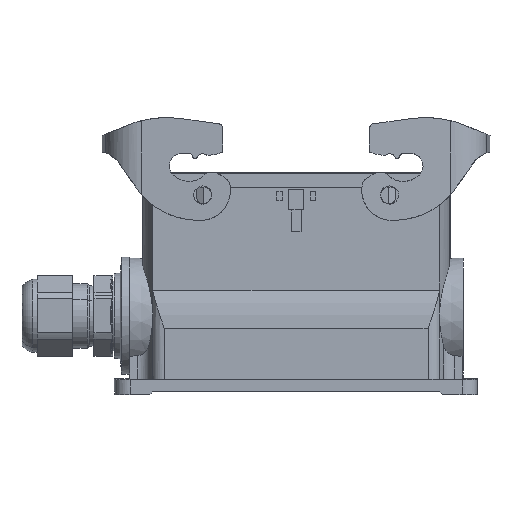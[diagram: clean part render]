
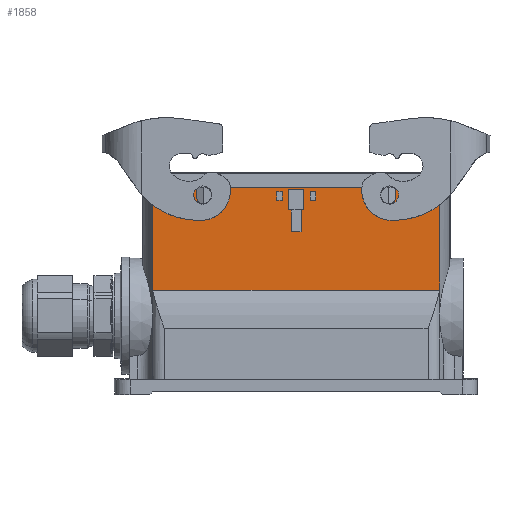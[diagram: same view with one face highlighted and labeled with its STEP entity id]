
A CAD part, front view. The second image highlights one B-rep face of the part: STEP entity #1858.
In plain terms, the highlighted planar face has unit normal (0, -1, 0).
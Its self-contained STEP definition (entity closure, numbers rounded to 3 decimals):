
#959=FACE_BOUND('',#3648,.T.);
#960=FACE_BOUND('',#3649,.T.);
#961=FACE_BOUND('',#3650,.T.);
#962=FACE_BOUND('',#3651,.T.);
#1274=PLANE('',#17461);
#1858=ADVANCED_FACE('',(#959,#960,#961,#962),#1274,.T.);
#3648=EDGE_LOOP('',(#6350,#6351,#6352,#6353,#6354,#6355,#6356,#6357,#6358,
#6359,#6360,#6361,#6362,#6363));
#3649=EDGE_LOOP('',(#6364,#6365,#6366,#6367));
#3650=EDGE_LOOP('',(#6368,#6369,#6370,#6371,#6372,#6373,#6374,#6375));
#3651=EDGE_LOOP('',(#6376,#6377,#6378,#6379));
#6350=ORIENTED_EDGE('',*,*,#11636,.F.);
#6351=ORIENTED_EDGE('',*,*,#11587,.F.);
#6352=ORIENTED_EDGE('',*,*,#11637,.T.);
#6353=ORIENTED_EDGE('',*,*,#11638,.T.);
#6354=ORIENTED_EDGE('',*,*,#11639,.F.);
#6355=ORIENTED_EDGE('',*,*,#11640,.T.);
#6356=ORIENTED_EDGE('',*,*,#11641,.T.);
#6357=ORIENTED_EDGE('',*,*,#11577,.F.);
#6358=ORIENTED_EDGE('',*,*,#11642,.F.);
#6359=ORIENTED_EDGE('',*,*,#11643,.F.);
#6360=ORIENTED_EDGE('',*,*,#11576,.F.);
#6361=ORIENTED_EDGE('',*,*,#11644,.T.);
#6362=ORIENTED_EDGE('',*,*,#11589,.F.);
#6363=ORIENTED_EDGE('',*,*,#11645,.F.);
#6364=ORIENTED_EDGE('',*,*,#11646,.F.);
#6365=ORIENTED_EDGE('',*,*,#11647,.F.);
#6366=ORIENTED_EDGE('',*,*,#11648,.F.);
#6367=ORIENTED_EDGE('',*,*,#11649,.F.);
#6368=ORIENTED_EDGE('',*,*,#11650,.T.);
#6369=ORIENTED_EDGE('',*,*,#11651,.T.);
#6370=ORIENTED_EDGE('',*,*,#11652,.T.);
#6371=ORIENTED_EDGE('',*,*,#11653,.T.);
#6372=ORIENTED_EDGE('',*,*,#11654,.T.);
#6373=ORIENTED_EDGE('',*,*,#11655,.T.);
#6374=ORIENTED_EDGE('',*,*,#11656,.T.);
#6375=ORIENTED_EDGE('',*,*,#11657,.T.);
#6376=ORIENTED_EDGE('',*,*,#11658,.F.);
#6377=ORIENTED_EDGE('',*,*,#11659,.F.);
#6378=ORIENTED_EDGE('',*,*,#11660,.F.);
#6379=ORIENTED_EDGE('',*,*,#11661,.F.);
#9782=VERTEX_POINT('',#25139);
#9785=VERTEX_POINT('',#25151);
#9786=VERTEX_POINT('',#25155);
#9787=VERTEX_POINT('',#25156);
#9794=VERTEX_POINT('',#25189);
#9795=VERTEX_POINT('',#25191);
#9796=VERTEX_POINT('',#25198);
#9797=VERTEX_POINT('',#25199);
#9833=VERTEX_POINT('',#25327);
#9834=VERTEX_POINT('',#25329);
#9835=VERTEX_POINT('',#25331);
#9836=VERTEX_POINT('',#25333);
#9837=VERTEX_POINT('',#25335);
#9838=VERTEX_POINT('',#25338);
#9839=VERTEX_POINT('',#25343);
#9840=VERTEX_POINT('',#25344);
#9841=VERTEX_POINT('',#25346);
#9842=VERTEX_POINT('',#25348);
#9843=VERTEX_POINT('',#25351);
#9844=VERTEX_POINT('',#25352);
#9845=VERTEX_POINT('',#25354);
#9846=VERTEX_POINT('',#25356);
#9847=VERTEX_POINT('',#25358);
#9848=VERTEX_POINT('',#25360);
#9849=VERTEX_POINT('',#25362);
#9850=VERTEX_POINT('',#25364);
#9851=VERTEX_POINT('',#25367);
#9852=VERTEX_POINT('',#25368);
#9853=VERTEX_POINT('',#25370);
#9854=VERTEX_POINT('',#25372);
#11576=EDGE_CURVE('',#9785,#9782,#13327,.T.);
#11577=EDGE_CURVE('',#9786,#9787,#13328,.T.);
#11587=EDGE_CURVE('',#9794,#9795,#13329,.T.);
#11589=EDGE_CURVE('',#9796,#9797,#13330,.T.);
#11636=EDGE_CURVE('',#9795,#9833,#14597,.T.);
#11637=EDGE_CURVE('',#9794,#9834,#14598,.T.);
#11638=EDGE_CURVE('',#9834,#9835,#14599,.T.);
#11639=EDGE_CURVE('',#9836,#9835,#14600,.T.);
#11640=EDGE_CURVE('',#9836,#9837,#14601,.T.);
#11641=EDGE_CURVE('',#9837,#9787,#14602,.T.);
#11642=EDGE_CURVE('',#9838,#9786,#14603,.T.);
#11643=EDGE_CURVE('',#9782,#9838,#13334,.T.);
#11644=EDGE_CURVE('',#9785,#9797,#14604,.T.);
#11645=EDGE_CURVE('',#9833,#9796,#13335,.T.);
#11646=EDGE_CURVE('',#9839,#9840,#14605,.T.);
#11647=EDGE_CURVE('',#9841,#9839,#14606,.T.);
#11648=EDGE_CURVE('',#9842,#9841,#14607,.T.);
#11649=EDGE_CURVE('',#9840,#9842,#14608,.T.);
#11650=EDGE_CURVE('',#9843,#9844,#14609,.T.);
#11651=EDGE_CURVE('',#9844,#9845,#14610,.T.);
#11652=EDGE_CURVE('',#9845,#9846,#14611,.T.);
#11653=EDGE_CURVE('',#9846,#9847,#14612,.T.);
#11654=EDGE_CURVE('',#9847,#9848,#14613,.T.);
#11655=EDGE_CURVE('',#9848,#9849,#14614,.T.);
#11656=EDGE_CURVE('',#9849,#9850,#14615,.T.);
#11657=EDGE_CURVE('',#9850,#9843,#14616,.T.);
#11658=EDGE_CURVE('',#9851,#9852,#14617,.T.);
#11659=EDGE_CURVE('',#9853,#9851,#14618,.T.);
#11660=EDGE_CURVE('',#9854,#9853,#14619,.T.);
#11661=EDGE_CURVE('',#9852,#9854,#14620,.T.);
#13327=CIRCLE('',#17428,3.5);
#13328=CIRCLE('',#17430,3.5);
#13329=CIRCLE('',#17436,3.5);
#13330=CIRCLE('',#17438,3.5);
#13334=CIRCLE('',#17459,2.4);
#13335=CIRCLE('',#17460,2.4);
#14597=LINE('',#25326,#15905);
#14598=LINE('',#25328,#15906);
#14599=LINE('',#25330,#15907);
#14600=LINE('',#25332,#15908);
#14601=LINE('',#25334,#15909);
#14602=LINE('',#25336,#15910);
#14603=LINE('',#25337,#15911);
#14604=LINE('',#25340,#15912);
#14605=LINE('',#25342,#15913);
#14606=LINE('',#25345,#15914);
#14607=LINE('',#25347,#15915);
#14608=LINE('',#25349,#15916);
#14609=LINE('',#25350,#15917);
#14610=LINE('',#25353,#15918);
#14611=LINE('',#25355,#15919);
#14612=LINE('',#25357,#15920);
#14613=LINE('',#25359,#15921);
#14614=LINE('',#25361,#15922);
#14615=LINE('',#25363,#15923);
#14616=LINE('',#25365,#15924);
#14617=LINE('',#25366,#15925);
#14618=LINE('',#25369,#15926);
#14619=LINE('',#25371,#15927);
#14620=LINE('',#25373,#15928);
#15905=VECTOR('',#20285,1.);
#15906=VECTOR('',#20286,1.);
#15907=VECTOR('',#20287,1.);
#15908=VECTOR('',#20288,1.);
#15909=VECTOR('',#20289,1.);
#15910=VECTOR('',#20290,1.);
#15911=VECTOR('',#20291,1.);
#15912=VECTOR('',#20294,1.);
#15913=VECTOR('',#20297,1.);
#15914=VECTOR('',#20298,1.);
#15915=VECTOR('',#20299,1.);
#15916=VECTOR('',#20300,1.);
#15917=VECTOR('',#20301,1.);
#15918=VECTOR('',#20302,1.);
#15919=VECTOR('',#20303,1.);
#15920=VECTOR('',#20304,1.);
#15921=VECTOR('',#20305,1.);
#15922=VECTOR('',#20306,1.);
#15923=VECTOR('',#20307,1.);
#15924=VECTOR('',#20308,1.);
#15925=VECTOR('',#20309,1.);
#15926=VECTOR('',#20310,1.);
#15927=VECTOR('',#20311,1.);
#15928=VECTOR('',#20312,1.);
#17428=AXIS2_PLACEMENT_3D('',#25152,#20192,#20193);
#17430=AXIS2_PLACEMENT_3D('',#25154,#20196,#20197);
#17436=AXIS2_PLACEMENT_3D('',#25190,#20211,#20212);
#17438=AXIS2_PLACEMENT_3D('',#25197,#20215,#20216);
#17459=AXIS2_PLACEMENT_3D('',#25339,#20292,#20293);
#17460=AXIS2_PLACEMENT_3D('',#25341,#20295,#20296);
#17461=AXIS2_PLACEMENT_3D('',#25374,#20313,#20314);
#20192=DIRECTION('',(0.,-1.,0.));
#20193=DIRECTION('',(1.,0.,0.));
#20196=DIRECTION('',(0.,-1.,0.));
#20197=DIRECTION('',(1.,0.,0.));
#20211=DIRECTION('',(0.,-1.,0.));
#20212=DIRECTION('',(1.,0.,0.));
#20215=DIRECTION('',(0.,-1.,0.));
#20216=DIRECTION('',(1.,0.,0.));
#20285=DIRECTION('',(0.,0.,-1.));
#20286=DIRECTION('',(-1.,0.,0.));
#20287=DIRECTION('',(0.,0.,-1.));
#20288=DIRECTION('',(-1.,0.,0.));
#20289=DIRECTION('',(0.,0.,1.));
#20290=DIRECTION('',(-1.,0.,0.));
#20291=DIRECTION('',(0.,0.,1.));
#20292=DIRECTION('',(0.,-1.,0.));
#20293=DIRECTION('',(1.,0.,0.));
#20294=DIRECTION('',(-1.,0.,0.));
#20295=DIRECTION('',(0.,-1.,0.));
#20296=DIRECTION('',(1.,0.,0.));
#20297=DIRECTION('',(0.,0.,1.));
#20298=DIRECTION('',(1.,0.,0.));
#20299=DIRECTION('',(0.,0.,-1.));
#20300=DIRECTION('',(-1.,0.,0.));
#20301=DIRECTION('',(0.017,0.,-1.));
#20302=DIRECTION('',(-1.,0.,0.));
#20303=DIRECTION('',(0.,0.,-1.));
#20304=DIRECTION('',(-1.,0.,0.));
#20305=DIRECTION('',(0.,0.,1.));
#20306=DIRECTION('',(-1.,0.,0.));
#20307=DIRECTION('',(0.017,0.,1.));
#20308=DIRECTION('',(1.,0.,0.));
#20309=DIRECTION('',(1.,0.,0.));
#20310=DIRECTION('',(0.,0.,-1.));
#20311=DIRECTION('',(-1.,0.,0.));
#20312=DIRECTION('',(0.,0.,1.));
#20313=DIRECTION('',(0.,-1.,0.));
#20314=DIRECTION('',(-1.,0.,0.));
#25139=CARTESIAN_POINT('',(37.,-22.5,-0.85));
#25151=CARTESIAN_POINT('',(35.283,-22.5,5.7));
#25152=CARTESIAN_POINT('',(37.,-22.5,2.65));
#25154=CARTESIAN_POINT('',(37.,-22.5,2.65));
#25155=CARTESIAN_POINT('',(39.4,-22.5,5.198));
#25156=CARTESIAN_POINT('',(38.717,-22.5,5.7));
#25189=CARTESIAN_POINT('',(-38.717,-22.5,5.7));
#25190=CARTESIAN_POINT('',(-37.,-22.5,2.65));
#25191=CARTESIAN_POINT('',(-39.4,-22.5,5.198));
#25197=CARTESIAN_POINT('',(-37.,-22.5,2.65));
#25198=CARTESIAN_POINT('',(-37.,-22.5,-0.85));
#25199=CARTESIAN_POINT('',(-35.283,-22.5,5.7));
#25326=CARTESIAN_POINT('',(-39.4,-22.5,2.65));
#25327=CARTESIAN_POINT('',(-39.4,-22.5,1.55));
#25328=CARTESIAN_POINT('',(0.,-22.5,5.7));
#25329=CARTESIAN_POINT('',(-56.85,-22.5,5.7));
#25330=CARTESIAN_POINT('',(-56.85,-22.5,5.7));
#25331=CARTESIAN_POINT('',(-56.85,-22.5,-35.001));
#25332=CARTESIAN_POINT('',(56.85,-22.5,-35.001));
#25333=CARTESIAN_POINT('',(56.85,-22.5,-35.001));
#25334=CARTESIAN_POINT('',(56.85,-22.5,5.7));
#25335=CARTESIAN_POINT('',(56.85,-22.5,5.7));
#25336=CARTESIAN_POINT('',(0.,-22.5,5.7));
#25337=CARTESIAN_POINT('',(39.4,-22.5,5.7));
#25338=CARTESIAN_POINT('',(39.4,-22.5,1.55));
#25339=CARTESIAN_POINT('',(37.,-22.5,1.55));
#25340=CARTESIAN_POINT('',(0.,-22.5,5.7));
#25341=CARTESIAN_POINT('',(-37.,-22.5,1.55));
#25342=CARTESIAN_POINT('',(-5.5,-22.5,5.7));
#25343=CARTESIAN_POINT('',(-5.5,-22.5,0.6));
#25344=CARTESIAN_POINT('',(-5.5,-22.5,4.));
#25345=CARTESIAN_POINT('',(-7.7,-22.5,0.6));
#25346=CARTESIAN_POINT('',(-7.7,-22.5,0.6));
#25347=CARTESIAN_POINT('',(-7.7,-22.5,4.));
#25348=CARTESIAN_POINT('',(-7.7,-22.5,4.));
#25349=CARTESIAN_POINT('',(-5.5,-22.5,4.));
#25350=CARTESIAN_POINT('',(2.047,-22.5,-5.964));
#25351=CARTESIAN_POINT('',(1.86,-22.5,4.75));
#25352=CARTESIAN_POINT('',(2.001,-22.5,-3.285));
#25353=CARTESIAN_POINT('',(0.,-22.5,-3.285));
#25354=CARTESIAN_POINT('',(2.,-22.5,-3.285));
#25355=CARTESIAN_POINT('',(2.,-22.5,-6.));
#25356=CARTESIAN_POINT('',(2.,-22.5,-11.95));
#25357=CARTESIAN_POINT('',(0.,-22.5,-11.95));
#25358=CARTESIAN_POINT('',(-2.,-22.5,-11.95));
#25359=CARTESIAN_POINT('',(-2.,-22.5,-6.));
#25360=CARTESIAN_POINT('',(-2.,-22.5,-3.285));
#25361=CARTESIAN_POINT('',(0.,-22.5,-3.285));
#25362=CARTESIAN_POINT('',(-2.001,-22.5,-3.285));
#25363=CARTESIAN_POINT('',(-2.047,-22.5,-5.964));
#25364=CARTESIAN_POINT('',(-1.86,-22.5,4.75));
#25365=CARTESIAN_POINT('',(-2.,-22.5,4.75));
#25366=CARTESIAN_POINT('',(5.5,-22.5,0.6));
#25367=CARTESIAN_POINT('',(5.5,-22.5,0.6));
#25368=CARTESIAN_POINT('',(7.7,-22.5,0.6));
#25369=CARTESIAN_POINT('',(5.5,-22.5,4.));
#25370=CARTESIAN_POINT('',(5.5,-22.5,4.));
#25371=CARTESIAN_POINT('',(7.7,-22.5,4.));
#25372=CARTESIAN_POINT('',(7.7,-22.5,4.));
#25373=CARTESIAN_POINT('',(7.7,-22.5,0.6));
#25374=CARTESIAN_POINT('',(0.,-22.5,5.7));
